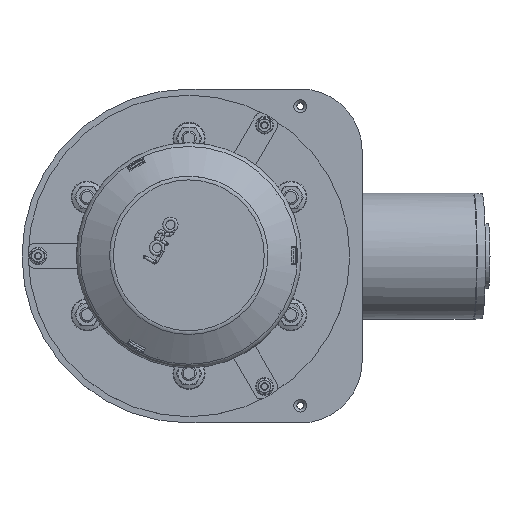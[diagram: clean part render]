
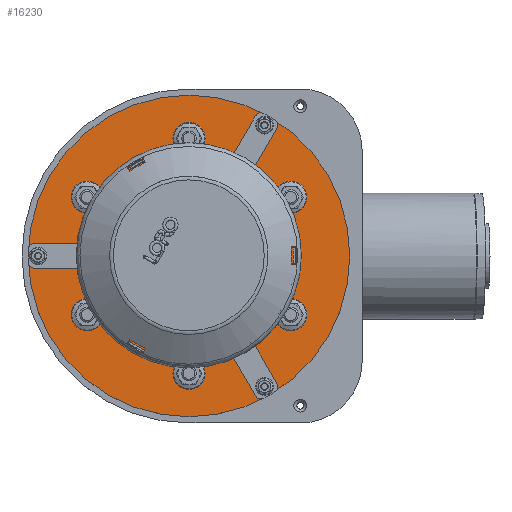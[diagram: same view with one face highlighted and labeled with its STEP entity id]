
A CAD part, top view. The second image highlights one B-rep face of the part: STEP entity #16230.
In plain terms, the highlighted planar face has unit normal (0, 0, 1).
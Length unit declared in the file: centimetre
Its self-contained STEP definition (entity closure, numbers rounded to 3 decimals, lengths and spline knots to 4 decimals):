
#1283=FACE_BOUND('',#4125,.T.);
#1284=FACE_BOUND('',#4126,.T.);
#1285=FACE_BOUND('',#4127,.T.);
#1286=FACE_BOUND('',#4128,.T.);
#1287=FACE_BOUND('',#4129,.T.);
#1288=FACE_BOUND('',#4130,.T.);
#1289=FACE_BOUND('',#4131,.T.);
#1290=FACE_BOUND('',#4132,.T.);
#1291=FACE_BOUND('',#4133,.T.);
#1292=FACE_BOUND('',#4134,.T.);
#1819=CIRCLE('',#20443,4.);
#1821=CIRCLE('',#20446,4.);
#1823=CIRCLE('',#20449,4.);
#1825=CIRCLE('',#20452,13.);
#1827=CIRCLE('',#20455,13.);
#1829=CIRCLE('',#20458,13.);
#1831=CIRCLE('',#20461,13.);
#1833=CIRCLE('',#20464,13.);
#1835=CIRCLE('',#20467,13.);
#1837=CIRCLE('',#20470,65.);
#1840=CIRCLE('',#20474,130.);
#2915=FACE_OUTER_BOUND('',#4124,.T.);
#4124=EDGE_LOOP('',(#12105));
#4125=EDGE_LOOP('',(#12106));
#4126=EDGE_LOOP('',(#12107));
#4127=EDGE_LOOP('',(#12108));
#4128=EDGE_LOOP('',(#12109));
#4129=EDGE_LOOP('',(#12110));
#4130=EDGE_LOOP('',(#12111));
#4131=EDGE_LOOP('',(#12112));
#4132=EDGE_LOOP('',(#12113));
#4133=EDGE_LOOP('',(#12114));
#4134=EDGE_LOOP('',(#12115));
#5623=VERTEX_POINT('',#30084);
#5625=VERTEX_POINT('',#30090);
#5627=VERTEX_POINT('',#30096);
#5629=VERTEX_POINT('',#30102);
#5631=VERTEX_POINT('',#30108);
#5633=VERTEX_POINT('',#30114);
#5635=VERTEX_POINT('',#30120);
#5637=VERTEX_POINT('',#30126);
#5639=VERTEX_POINT('',#30132);
#5641=VERTEX_POINT('',#30138);
#5644=VERTEX_POINT('',#30146);
#7914=EDGE_CURVE('',#5623,#5623,#1819,.T.);
#7917=EDGE_CURVE('',#5625,#5625,#1821,.T.);
#7920=EDGE_CURVE('',#5627,#5627,#1823,.T.);
#7923=EDGE_CURVE('',#5629,#5629,#1825,.T.);
#7926=EDGE_CURVE('',#5631,#5631,#1827,.T.);
#7929=EDGE_CURVE('',#5633,#5633,#1829,.T.);
#7932=EDGE_CURVE('',#5635,#5635,#1831,.T.);
#7935=EDGE_CURVE('',#5637,#5637,#1833,.T.);
#7938=EDGE_CURVE('',#5639,#5639,#1835,.T.);
#7941=EDGE_CURVE('',#5641,#5641,#1837,.T.);
#7946=EDGE_CURVE('',#5644,#5644,#1840,.T.);
#12105=ORIENTED_EDGE('',*,*,#7946,.T.);
#12106=ORIENTED_EDGE('',*,*,#7914,.T.);
#12107=ORIENTED_EDGE('',*,*,#7917,.T.);
#12108=ORIENTED_EDGE('',*,*,#7920,.T.);
#12109=ORIENTED_EDGE('',*,*,#7923,.T.);
#12110=ORIENTED_EDGE('',*,*,#7926,.T.);
#12111=ORIENTED_EDGE('',*,*,#7929,.T.);
#12112=ORIENTED_EDGE('',*,*,#7932,.T.);
#12113=ORIENTED_EDGE('',*,*,#7935,.T.);
#12114=ORIENTED_EDGE('',*,*,#7938,.T.);
#12115=ORIENTED_EDGE('',*,*,#7941,.T.);
#15642=PLANE('',#20475);
#16230=ADVANCED_FACE('',(#2915,#1283,#1284,#1285,#1286,#1287,#1288,#1289,
#1290,#1291,#1292),#15642,.T.);
#20443=AXIS2_PLACEMENT_3D('',#30085,#24286,#24287);
#20446=AXIS2_PLACEMENT_3D('',#30091,#24293,#24294);
#20449=AXIS2_PLACEMENT_3D('',#30097,#24300,#24301);
#20452=AXIS2_PLACEMENT_3D('',#30103,#24307,#24308);
#20455=AXIS2_PLACEMENT_3D('',#30109,#24314,#24315);
#20458=AXIS2_PLACEMENT_3D('',#30115,#24321,#24322);
#20461=AXIS2_PLACEMENT_3D('',#30121,#24328,#24329);
#20464=AXIS2_PLACEMENT_3D('',#30127,#24335,#24336);
#20467=AXIS2_PLACEMENT_3D('',#30133,#24342,#24343);
#20470=AXIS2_PLACEMENT_3D('',#30139,#24349,#24350);
#20474=AXIS2_PLACEMENT_3D('',#30148,#24359,#24360);
#20475=AXIS2_PLACEMENT_3D('',#30149,#24361,#24362);
#24286=DIRECTION('center_axis',(0.,0.,-1.));
#24287=DIRECTION('ref_axis',(-0.5,-0.866,0.));
#24293=DIRECTION('center_axis',(0.,0.,-1.));
#24294=DIRECTION('ref_axis',(-0.5,0.866,0.));
#24300=DIRECTION('center_axis',(0.,0.,-1.));
#24301=DIRECTION('ref_axis',(1.,0.,0.));
#24307=DIRECTION('center_axis',(0.,0.,-1.));
#24308=DIRECTION('ref_axis',(0.5,-0.866,0.));
#24314=DIRECTION('center_axis',(0.,0.,-1.));
#24315=DIRECTION('ref_axis',(-1.,0.,0.));
#24321=DIRECTION('center_axis',(0.,0.,-1.));
#24322=DIRECTION('ref_axis',(0.5,0.866,0.));
#24328=DIRECTION('center_axis',(0.,0.,-1.));
#24329=DIRECTION('ref_axis',(-0.5,0.866,0.));
#24335=DIRECTION('center_axis',(0.,0.,-1.));
#24336=DIRECTION('ref_axis',(-0.5,-0.866,0.));
#24342=DIRECTION('center_axis',(0.,0.,-1.));
#24343=DIRECTION('ref_axis',(1.,0.,0.));
#24349=DIRECTION('center_axis',(0.,0.,-1.));
#24350=DIRECTION('ref_axis',(1.,0.,0.));
#24359=DIRECTION('center_axis',(0.,0.,1.));
#24360=DIRECTION('ref_axis',(1.,0.,0.));
#24361=DIRECTION('center_axis',(0.,0.,1.));
#24362=DIRECTION('ref_axis',(-1.,0.,0.));
#30084=CARTESIAN_POINT('',(198.,109.1192,26.));
#30085=CARTESIAN_POINT('Origin',(196.,105.6551,26.));
#30090=CARTESIAN_POINT('',(198.,-109.1192,26.));
#30091=CARTESIAN_POINT('Origin',(196.,-105.6551,26.));
#30096=CARTESIAN_POINT('',(9.,0.,26.));
#30097=CARTESIAN_POINT('Origin',(13.,0.,
26.));
#30102=CARTESIAN_POINT('',(46.2276,-36.2417,26.));
#30103=CARTESIAN_POINT('Origin',(52.7276,-47.5,26.));
#30108=CARTESIAN_POINT('',(148.,95.,26.));
#30109=CARTESIAN_POINT('Origin',(135.,95.,26.));
#30114=CARTESIAN_POINT('',(210.7724,-58.7583,26.));
#30115=CARTESIAN_POINT('Origin',(217.2724,-47.5,26.));
#30120=CARTESIAN_POINT('',(223.7724,36.2417,26.));
#30121=CARTESIAN_POINT('Origin',(217.2724,47.5,26.));
#30126=CARTESIAN_POINT('',(59.2276,58.7583,26.));
#30127=CARTESIAN_POINT('Origin',(52.7276,47.5,26.));
#30132=CARTESIAN_POINT('',(122.,-95.,26.));
#30133=CARTESIAN_POINT('Origin',(135.,-95.,26.));
#30138=CARTESIAN_POINT('',(70.,0.,26.));
#30139=CARTESIAN_POINT('Origin',(135.,0.,
26.));
#30146=CARTESIAN_POINT('',(5.,0.,26.));
#30148=CARTESIAN_POINT('Origin',(135.,0.,
26.));
#30149=CARTESIAN_POINT('Origin',(135.,0.,
26.));
